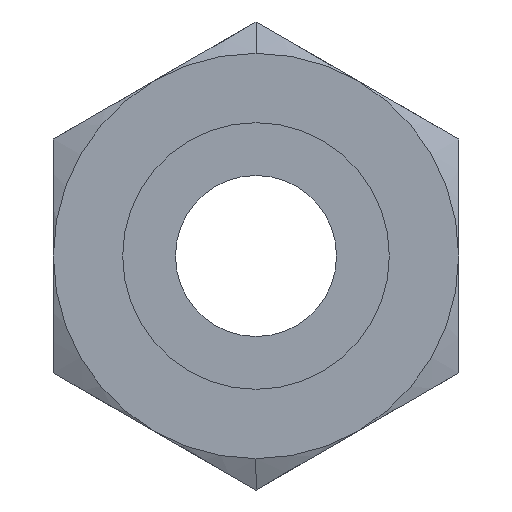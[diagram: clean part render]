
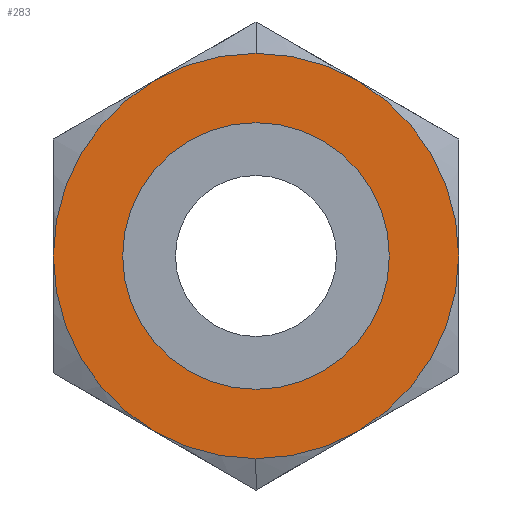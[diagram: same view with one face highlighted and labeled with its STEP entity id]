
A CAD part, left-side view. The second image highlights one B-rep face of the part: STEP entity #283.
In plain terms, the highlighted planar face has unit normal (-1, 0, 0).
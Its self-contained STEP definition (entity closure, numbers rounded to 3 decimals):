
#15 = EDGE_LOOP ( 'NONE', ( #2591, #1459 ) ) ;
#16 = DIRECTION ( 'NONE',  ( 1., 0., 0. ) ) ;
#58 = ORIENTED_EDGE ( 'NONE', *, *, #7436, .F. ) ;
#107 = DIRECTION ( 'NONE',  ( -1., 0., 0. ) ) ;
#141 = VERTEX_POINT ( 'NONE', #4804 ) ;
#283 = ADVANCED_FACE ( 'NONE', ( #7212, #1115 ), #1933, .T. ) ;
#309 = EDGE_CURVE ( 'NONE', #2375, #2675, #6648, .T. ) ;
#480 = ORIENTED_EDGE ( 'NONE', *, *, #3383, .F. ) ;
#619 = VERTEX_POINT ( 'NONE', #4434 ) ;
#729 = DIRECTION ( 'NONE',  ( 0., 0., 1. ) ) ;
#1030 = DIRECTION ( 'NONE',  ( 0., 0., -1. ) ) ;
#1049 = CARTESIAN_POINT ( 'NONE',  ( 0., 0., 0. ) ) ;
#1115 = FACE_OUTER_BOUND ( 'NONE', #2786, .T. ) ;
#1459 = ORIENTED_EDGE ( 'NONE', *, *, #2176, .T. ) ;
#1591 = DIRECTION ( 'NONE',  ( 0., 0., 1. ) ) ;
#1933 = PLANE ( 'NONE',  #8168 ) ;
#2176 = EDGE_CURVE ( 'NONE', #2675, #2375, #5506, .T. ) ;
#2375 = VERTEX_POINT ( 'NONE', #9434 ) ;
#2591 = ORIENTED_EDGE ( 'NONE', *, *, #309, .T. ) ;
#2675 = VERTEX_POINT ( 'NONE', #8473 ) ;
#2737 = DIRECTION ( 'NONE',  ( 0., 0., 1. ) ) ;
#2786 = EDGE_LOOP ( 'NONE', ( #480, #58 ) ) ;
#3045 = AXIS2_PLACEMENT_3D ( 'NONE', #7747, #7504, #1591 ) ;
#3123 = AXIS2_PLACEMENT_3D ( 'NONE', #1049, #8981, #729 ) ;
#3383 = EDGE_CURVE ( 'NONE', #619, #141, #8012, .T. ) ;
#4434 = CARTESIAN_POINT ( 'NONE',  ( 0., 0., 19. ) ) ;
#4804 = CARTESIAN_POINT ( 'NONE',  ( 0., 0., -19. ) ) ;
#5506 = CIRCLE ( 'NONE', #3123, 12.5 ) ;
#6568 = DIRECTION ( 'NONE',  ( 0., 0., -1. ) ) ;
#6648 = CIRCLE ( 'NONE', #9214, 12.5 ) ;
#7212 = FACE_BOUND ( 'NONE', #15, .T. ) ;
#7436 = EDGE_CURVE ( 'NONE', #141, #619, #10854, .T. ) ;
#7504 = DIRECTION ( 'NONE',  ( 1., 0., 0. ) ) ;
#7747 = CARTESIAN_POINT ( 'NONE',  ( 0., 0., 0. ) ) ;
#8012 = CIRCLE ( 'NONE', #3045, 19. ) ;
#8168 = AXIS2_PLACEMENT_3D ( 'NONE', #10610, #107, #2737 ) ;
#8239 = CARTESIAN_POINT ( 'NONE',  ( 0., 0., 0. ) ) ;
#8473 = CARTESIAN_POINT ( 'NONE',  ( 0., 0., 12.5 ) ) ;
#8794 = CARTESIAN_POINT ( 'NONE',  ( 0., 0., 0. ) ) ;
#8981 = DIRECTION ( 'NONE',  ( 1., 0., 0. ) ) ;
#9214 = AXIS2_PLACEMENT_3D ( 'NONE', #8239, #10082, #6568 ) ;
#9434 = CARTESIAN_POINT ( 'NONE',  ( 0., 0., -12.5 ) ) ;
#10082 = DIRECTION ( 'NONE',  ( 1., 0., 0. ) ) ;
#10314 = AXIS2_PLACEMENT_3D ( 'NONE', #8794, #16, #1030 ) ;
#10610 = CARTESIAN_POINT ( 'NONE',  ( 0., 0., 9.5 ) ) ;
#10854 = CIRCLE ( 'NONE', #10314, 19. ) ;
